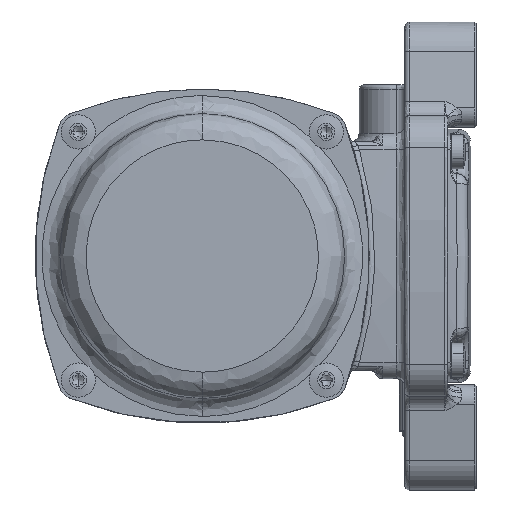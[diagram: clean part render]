
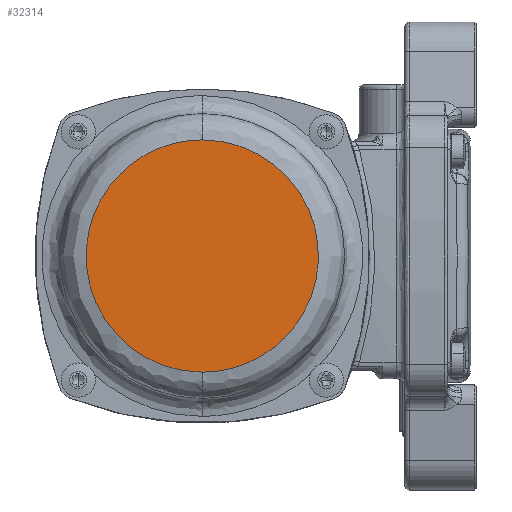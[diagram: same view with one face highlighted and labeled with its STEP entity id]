
A CAD part, left-side view. The second image highlights one B-rep face of the part: STEP entity #32314.
In plain terms, the highlighted planar face has unit normal (-1, 0, 0).
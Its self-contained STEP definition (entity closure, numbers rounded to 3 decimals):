
#1815 = CARTESIAN_POINT ( 'NONE',  ( -112.5, -81.4, 40.7 ) ) ;
#6993 = PLANE ( 'NONE',  #13244 ) ;
#8537 = DIRECTION ( 'NONE',  ( 0., 0., 1. ) ) ;
#13244 = AXIS2_PLACEMENT_3D ( 'NONE', #92755, #33658, #8537 ) ;
#32314 = ADVANCED_FACE ( 'NONE', ( #122493 ), #6993, .F. ) ;
#33658 = DIRECTION ( 'NONE',  ( 1., 0., 0. ) ) ;
#39305 = CARTESIAN_POINT ( 'NONE',  ( -112.5, 81.4, -40.7 ) ) ;
#40343 = CARTESIAN_POINT ( 'NONE',  ( -112.5, 81.4, 40.7 ) ) ;
#63423 = CARTESIAN_POINT ( 'NONE',  ( -112.5, 0., 40.7 ) ) ;
#71370 = VERTEX_POINT ( 'NONE', #83904 ) ;
#74599 = CARTESIAN_POINT ( 'NONE',  ( -112.5, 0., -40.7 ) ) ;
#83516 = CARTESIAN_POINT ( 'NONE',  ( -112.5, 0., 40.7 ) ) ;
#83904 = CARTESIAN_POINT ( 'NONE',  ( -112.5, 0., 40.7 ) ) ;
#92755 = CARTESIAN_POINT ( 'NONE',  ( -112.5, 40.7, 0. ) ) ;
#96058 = EDGE_CURVE ( 'NONE', #71370, #150219, #132743, .T. ) ;
#96539 = CARTESIAN_POINT ( 'NONE',  ( -112.5, -81.4, -40.7 ) ) ;
#121240 =( BOUNDED_CURVE ( )  B_SPLINE_CURVE ( 3, ( #135097, #39305, #40343, #63423 ),
 .UNSPECIFIED., .F., .F. ) 
 B_SPLINE_CURVE_WITH_KNOTS ( ( 4, 4 ),
 ( 0., 1. ),
 .UNSPECIFIED. ) 
 CURVE ( )  GEOMETRIC_REPRESENTATION_ITEM ( )  RATIONAL_B_SPLINE_CURVE ( ( 1., 0.333, 0.333, 1. ) ) 
 REPRESENTATION_ITEM ( '' )  );
#122493 = FACE_OUTER_BOUND ( 'NONE', #124059, .T. ) ;
#124059 = EDGE_LOOP ( 'NONE', ( #133528, #150320 ) ) ;
#132743 =( BOUNDED_CURVE ( )  B_SPLINE_CURVE ( 3, ( #83516, #1815, #96539, #74599 ),
 .UNSPECIFIED., .F., .F. ) 
 B_SPLINE_CURVE_WITH_KNOTS ( ( 4, 4 ),
 ( 0., 1. ),
 .UNSPECIFIED. ) 
 CURVE ( )  GEOMETRIC_REPRESENTATION_ITEM ( )  RATIONAL_B_SPLINE_CURVE ( ( 1., 0.333, 0.333, 1. ) ) 
 REPRESENTATION_ITEM ( '' )  );
#133528 = ORIENTED_EDGE ( 'NONE', *, *, #147367, .F. ) ;
#135097 = CARTESIAN_POINT ( 'NONE',  ( -112.5, 0., -40.7 ) ) ;
#135484 = CARTESIAN_POINT ( 'NONE',  ( -112.5, 0., -40.7 ) ) ;
#147367 = EDGE_CURVE ( 'NONE', #150219, #71370, #121240, .T. ) ;
#150219 = VERTEX_POINT ( 'NONE', #135484 ) ;
#150320 = ORIENTED_EDGE ( 'NONE', *, *, #96058, .F. ) ;
